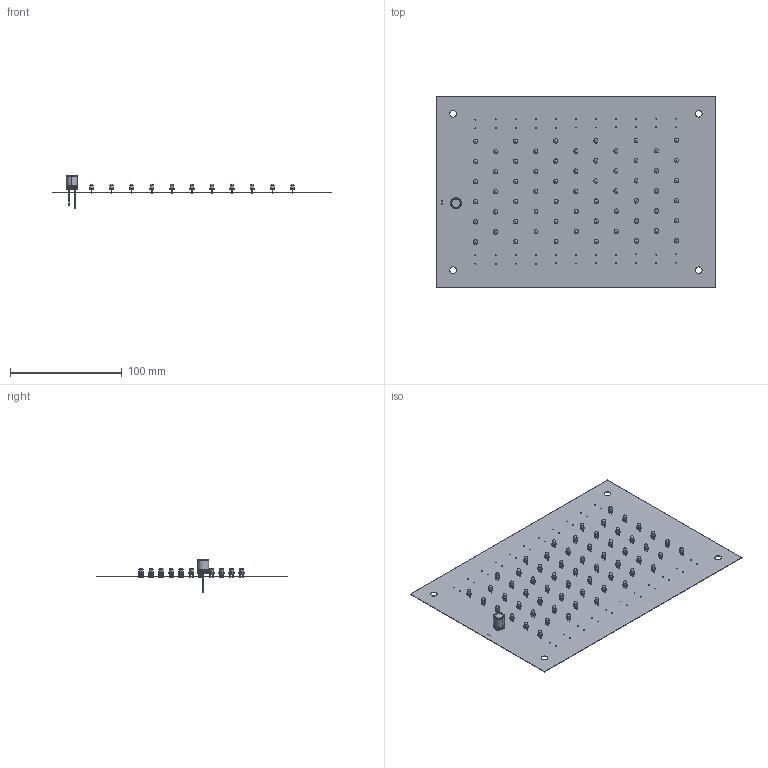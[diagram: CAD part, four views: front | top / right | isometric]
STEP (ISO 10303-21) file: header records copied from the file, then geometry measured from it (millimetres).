
FILE_DESCRIPTION(('Open CASCADE Model'),'2;1');
FILE_NAME('Open CASCADE Shape Model','2016-08-22T12:32:45',('Author'),( 'Open CASCADE'),'Open CASCADE STEP processor 6.8','Open CASCADE 6.8' ,'Unknown');
FILE_SCHEMA(('AUTOMOTIVE_DESIGN { 1 0 10303 214 1 1 1 1 }'));
Length unit declared in the file: millimetre
Products named in the file (66): PCB; Board; Designator4; SW3dPS-224-0017; D10_4; SW3DPS-REDLED-DEFAULT; D11_4; D10_3; D11_3; D10_2; D11_2; D10_1; D11_1; D7_5; D8_5; D9_5; D7_4; D8_4; D9_4; D7_3; D8_3; D9_3; D7_2; D8_2; D9_2; D7_1; D8_1; D9_1; D11; D10; D9; D8; D7; D4_4; D6_4; D5_4; D4_3; D6_3; D5_3; D4_2 ...
Assembly tree (125 placements, depth 3):
  PCB
    Board
    Designator4
      SW3dPS-224-0017
    D10_4
      SW3DPS-REDLED-DEFAULT
    D11_4
      SW3DPS-REDLED-DEFAULT
    D10_3
      SW3DPS-REDLED-DEFAULT
    D11_3
      SW3DPS-REDLED-DEFAULT
    D10_2
      SW3DPS-REDLED-DEFAULT
    D11_2
      SW3DPS-REDLED-DEFAULT
    D10_1
      SW3DPS-REDLED-DEFAULT
    D11_1
      SW3DPS-REDLED-DEFAULT
    D7_5
      SW3DPS-REDLED-DEFAULT
    D8_5
      SW3DPS-REDLED-DEFAULT
    D9_5
      SW3DPS-REDLED-DEFAULT
    D7_4
      SW3DPS-REDLED-DEFAULT
    D8_4
      SW3DPS-REDLED-DEFAULT
    D9_4
      SW3DPS-REDLED-DEFAULT
    D7_3
      SW3DPS-REDLED-DEFAULT
    D8_3
      SW3DPS-REDLED-DEFAULT
    D9_3
      SW3DPS-REDLED-DEFAULT
    D7_2
      SW3DPS-REDLED-DEFAULT
    D8_2
      SW3DPS-REDLED-DEFAULT
    D9_2
      SW3DPS-REDLED-DEFAULT
    D7_1
      SW3DPS-REDLED-DEFAULT
    D8_1
      SW3DPS-REDLED-DEFAULT
    D9_1
      SW3DPS-REDLED-DEFAULT
    D11
      SW3DPS-REDLED-DEFAULT
    D10
      SW3DPS-REDLED-DEFAULT
    D9
      SW3DPS-REDLED-DEFAULT
    D8
      SW3DPS-REDLED-DEFAULT
    D7
      SW3DPS-REDLED-DEFAULT
Bounding box: 250.32 x 170.27 x 29.5 mm (x, y, z)
Volume: 20746.4 mm3; surface area: 90976.5 mm2
Topology: 63 solids, 63 shells, 1677 faces, 4324 edges, 2838 vertices
Faces by surface type: plane 927, cylinder 679, sphere 61, torus 10
Full cylindrical faces by diameter (mm): 0.8 x124, 0.85 x44, 0.9 x2, 6 x4
Entity records: 22804 total; most frequent: CARTESIAN_POINT 7968, DIRECTION 2641, ORIENTED_EDGE 1326, PCURVE 1326, DEFINITIONAL_REPRESENTATION 1326, LINE 1055, VECTOR 1055, AXIS2_PLACEMENT_3D 780
